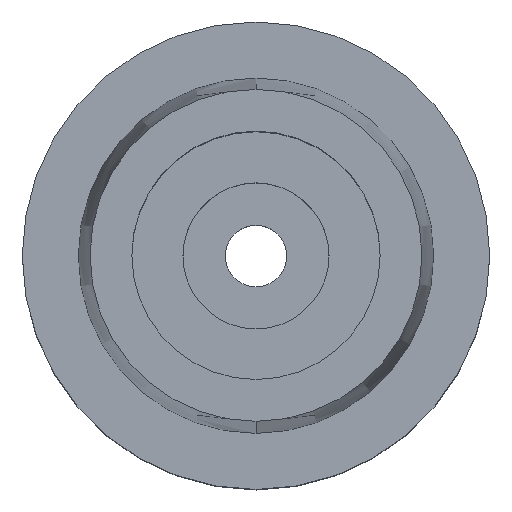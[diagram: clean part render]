
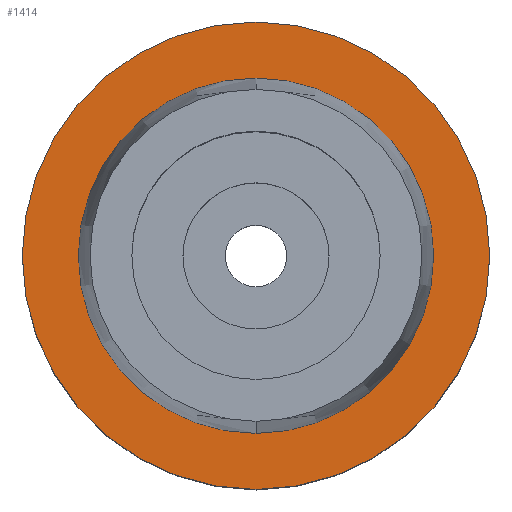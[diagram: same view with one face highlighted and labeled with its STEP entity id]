
A CAD part, top view. The second image highlights one B-rep face of the part: STEP entity #1414.
In plain terms, the highlighted planar face has unit normal (0, 0, 1).
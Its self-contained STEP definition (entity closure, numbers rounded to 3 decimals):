
#143 = VERTEX_POINT ( 'NONE', #354 ) ;
#241 = CIRCLE ( 'NONE', #803, 12.16 ) ;
#286 = VERTEX_POINT ( 'NONE', #1718 ) ;
#354 = CARTESIAN_POINT ( 'NONE',  ( 0., -16., 0. ) ) ;
#364 = AXIS2_PLACEMENT_3D ( 'NONE', #2500, #1464, #1419 ) ;
#425 = CARTESIAN_POINT ( 'NONE',  ( 0., -12.16, 0. ) ) ;
#447 = FACE_BOUND ( 'NONE', #2028, .T. ) ;
#463 = PLANE ( 'NONE',  #1908 ) ;
#594 = DIRECTION ( 'NONE',  ( 0., 0., 1. ) ) ;
#613 = CARTESIAN_POINT ( 'NONE',  ( 0., 0., 0. ) ) ;
#631 = AXIS2_PLACEMENT_3D ( 'NONE', #2279, #1686, #1241 ) ;
#681 = EDGE_CURVE ( 'NONE', #2125, #777, #2149, .T. ) ;
#777 = VERTEX_POINT ( 'NONE', #2658 ) ;
#803 = AXIS2_PLACEMENT_3D ( 'NONE', #613, #2293, #1248 ) ;
#825 = EDGE_CURVE ( 'NONE', #286, #143, #1545, .T. ) ;
#889 = AXIS2_PLACEMENT_3D ( 'NONE', #1407, #594, #2450 ) ;
#906 = EDGE_CURVE ( 'NONE', #143, #286, #1773, .T. ) ;
#1230 = ORIENTED_EDGE ( 'NONE', *, *, #681, .F. ) ;
#1241 = DIRECTION ( 'NONE',  ( 0., -1., 0. ) ) ;
#1248 = DIRECTION ( 'NONE',  ( 0., 1., 0. ) ) ;
#1288 = DIRECTION ( 'NONE',  ( 0., 0., -1. ) ) ;
#1372 = ORIENTED_EDGE ( 'NONE', *, *, #906, .F. ) ;
#1407 = CARTESIAN_POINT ( 'NONE',  ( 0., 0., 0. ) ) ;
#1414 = ADVANCED_FACE ( 'NONE', ( #1490, #447 ), #463, .F. ) ;
#1419 = DIRECTION ( 'NONE',  ( 0., 1., 0. ) ) ;
#1464 = DIRECTION ( 'NONE',  ( 0., 0., -1. ) ) ;
#1490 = FACE_OUTER_BOUND ( 'NONE', #1796, .T. ) ;
#1545 = CIRCLE ( 'NONE', #364, 16. ) ;
#1686 = DIRECTION ( 'NONE',  ( 0., 0., -1. ) ) ;
#1718 = CARTESIAN_POINT ( 'NONE',  ( 0., 16., 0. ) ) ;
#1773 = CIRCLE ( 'NONE', #631, 16. ) ;
#1796 = EDGE_LOOP ( 'NONE', ( #2421, #1372 ) ) ;
#1856 = ORIENTED_EDGE ( 'NONE', *, *, #2163, .F. ) ;
#1908 = AXIS2_PLACEMENT_3D ( 'NONE', #1927, #1288, #2117 ) ;
#1927 = CARTESIAN_POINT ( 'NONE',  ( 0., 0., 0. ) ) ;
#2028 = EDGE_LOOP ( 'NONE', ( #1856, #1230 ) ) ;
#2117 = DIRECTION ( 'NONE',  ( 0., -1., 0. ) ) ;
#2125 = VERTEX_POINT ( 'NONE', #425 ) ;
#2149 = CIRCLE ( 'NONE', #889, 12.16 ) ;
#2163 = EDGE_CURVE ( 'NONE', #777, #2125, #241, .T. ) ;
#2279 = CARTESIAN_POINT ( 'NONE',  ( 0., 0., 0. ) ) ;
#2293 = DIRECTION ( 'NONE',  ( 0., 0., 1. ) ) ;
#2421 = ORIENTED_EDGE ( 'NONE', *, *, #825, .F. ) ;
#2450 = DIRECTION ( 'NONE',  ( 0., -1., 0. ) ) ;
#2500 = CARTESIAN_POINT ( 'NONE',  ( 0., 0., 0. ) ) ;
#2658 = CARTESIAN_POINT ( 'NONE',  ( 0., 12.16, 0. ) ) ;
